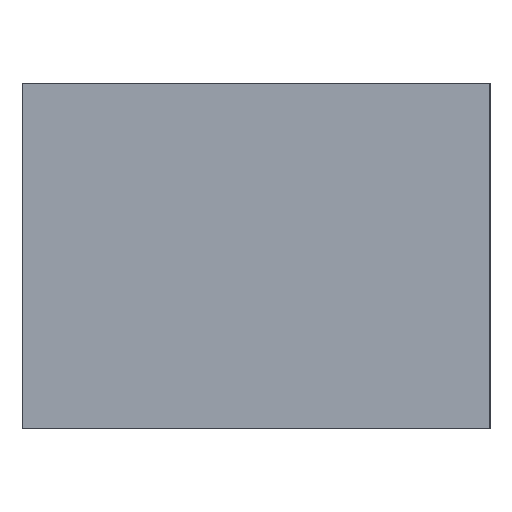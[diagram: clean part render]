
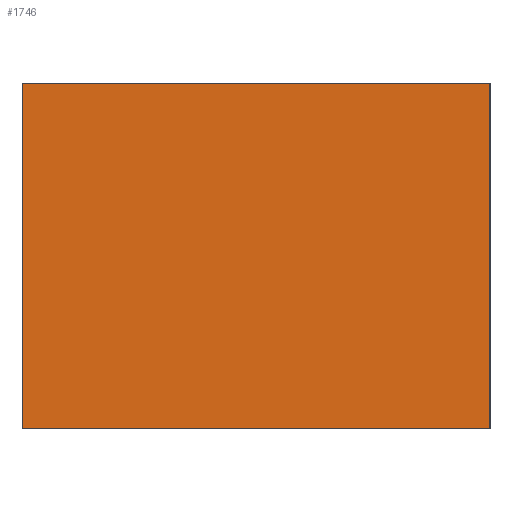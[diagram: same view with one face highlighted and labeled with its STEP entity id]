
A CAD part, left-side view. The second image highlights one B-rep face of the part: STEP entity #1746.
In plain terms, the highlighted planar face has unit normal (-1, 0, 0).
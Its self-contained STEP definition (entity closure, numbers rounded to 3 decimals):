
#105=PLANE('',#1924);
#210=FACE_OUTER_BOUND('',#320,.T.);
#320=EDGE_LOOP('',(#1593,#1594,#1595,#1596));
#406=LINE('',#2534,#584);
#453=LINE('',#2665,#631);
#545=LINE('',#3027,#723);
#546=LINE('',#3028,#724);
#584=VECTOR('',#2017,10.);
#631=VECTOR('',#2120,10.);
#723=VECTOR('',#2426,10.);
#724=VECTOR('',#2427,10.);
#759=VERTEX_POINT('',#2527);
#762=VERTEX_POINT('',#2532);
#791=VERTEX_POINT('',#2658);
#794=VERTEX_POINT('',#2663);
#921=EDGE_CURVE('',#762,#759,#406,.T.);
#976=EDGE_CURVE('',#794,#791,#453,.T.);
#1115=EDGE_CURVE('',#759,#794,#545,.T.);
#1116=EDGE_CURVE('',#791,#762,#546,.T.);
#1593=ORIENTED_EDGE('',*,*,#1115,.F.);
#1594=ORIENTED_EDGE('',*,*,#921,.F.);
#1595=ORIENTED_EDGE('',*,*,#1116,.F.);
#1596=ORIENTED_EDGE('',*,*,#976,.F.);
#1746=ADVANCED_FACE('',(#210),#105,.T.);
#1924=AXIS2_PLACEMENT_3D('',#3026,#2424,#2425);
#2017=DIRECTION('',(0.,-1.,0.));
#2120=DIRECTION('',(0.,1.,0.));
#2424=DIRECTION('center_axis',(-1.,0.,0.));
#2425=DIRECTION('ref_axis',(0.,-1.,0.));
#2426=DIRECTION('',(0.,0.,-1.));
#2427=DIRECTION('',(0.,0.,1.));
#2527=CARTESIAN_POINT('',(-9.,-32.,25.));
#2532=CARTESIAN_POINT('',(-9.,10.,25.));
#2534=CARTESIAN_POINT('',(-9.,-32.,25.));
#2658=CARTESIAN_POINT('',(-9.,10.,-6.));
#2663=CARTESIAN_POINT('',(-9.,-32.,-6.));
#2665=CARTESIAN_POINT('',(-9.,10.,-6.));
#3026=CARTESIAN_POINT('Origin',(-9.,10.,0.));
#3027=CARTESIAN_POINT('',(-9.,-32.,0.));
#3028=CARTESIAN_POINT('',(-9.,10.,0.));
